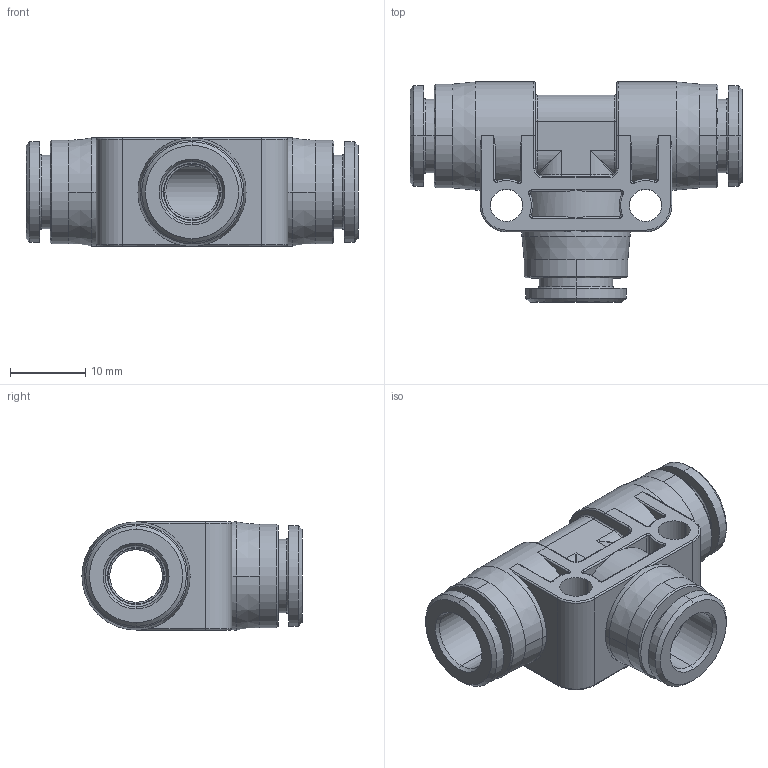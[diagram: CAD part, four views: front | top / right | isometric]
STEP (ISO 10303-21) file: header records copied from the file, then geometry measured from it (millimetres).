
FILE_DESCRIPTION(( 'MXP.29.08.08.stp' ), '1');
FILE_NAME( 'MXP.29.08.08.stp', '2021-02-22T15:44:53',( 'Sopra'),('sopra-pneumatic.com'), 'SwSTEP 2.0','SolidWorks 2009','' );
FILE_SCHEMA(('CONFIG_CONTROL_DESIGN'));
Length unit declared in the file: millimetre
Products named in the file (1): 367612B_954V-8FF
Bounding box: 44.2 x 29.3 x 14.4 mm (x, y, z)
Volume: 6319.8 mm3; surface area: 5545 mm2
Topology: 1 solids, 1 shells, 252 faces, 602 edges, 362 vertices
Faces by surface type: cylinder 119, torus 64, plane 41, cone 24, bspline 4
Entity records: 8069 total; most frequent: CARTESIAN_POINT 2087, DIRECTION 1347, ORIENTED_EDGE 1204, EDGE_CURVE 602, AXIS2_PLACEMENT_3D 568, VERTEX_POINT 362, CIRCLE 320, EDGE_LOOP 270
